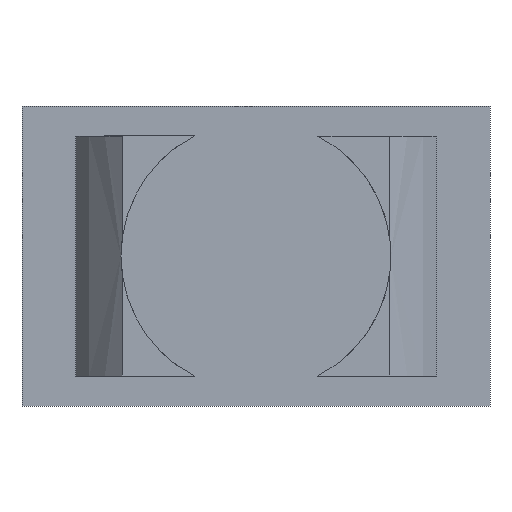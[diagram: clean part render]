
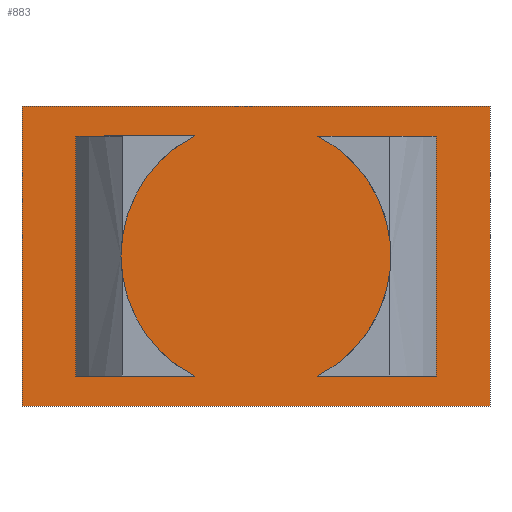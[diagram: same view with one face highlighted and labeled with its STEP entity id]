
A CAD part, front view. The second image highlights one B-rep face of the part: STEP entity #883.
In plain terms, the highlighted planar face has unit normal (0, -1, 0).
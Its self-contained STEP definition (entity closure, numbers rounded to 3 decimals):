
#81=DIRECTION('',(-1.,0.,0.));
#82=VECTOR('',#81,1.519);
#83=CARTESIAN_POINT('',(-1.031,0.,2.));
#84=LINE('',#83,#82);
#117=DIRECTION('',(0.,0.,-1.));
#118=VECTOR('',#117,4.);
#119=CARTESIAN_POINT('',(-2.55,0.,2.));
#120=LINE('',#119,#118);
#253=DIRECTION('',(-1.,0.,0.));
#254=VECTOR('',#253,7.8);
#255=CARTESIAN_POINT('',(3.9,0.,2.5));
#256=LINE('',#255,#254);
#260=DIRECTION('',(1.,0.,0.));
#261=VECTOR('',#260,7.8);
#262=CARTESIAN_POINT('',(-3.9,0.,-2.5));
#263=LINE('',#262,#261);
#267=DIRECTION('',(-1.,0.,0.));
#268=VECTOR('',#267,1.519);
#269=CARTESIAN_POINT('',(-1.031,0.,-2.));
#270=LINE('',#269,#268);
#274=CARTESIAN_POINT('',(0.,0.,0.));
#275=DIRECTION('',(0.,-1.,0.));
#276=DIRECTION('',(-1.,0.,0.));
#277=AXIS2_PLACEMENT_3D('',#274,#275,#276);
#282=CARTESIAN_POINT('',(0.,0.,0.));
#283=DIRECTION('',(0.,-1.,0.));
#284=DIRECTION('',(-0.458,0.,0.889));
#285=AXIS2_PLACEMENT_3D('',#282,#283,#284);
#290=CARTESIAN_POINT('',(0.,0.,0.));
#291=DIRECTION('',(0.,-1.,0.));
#292=DIRECTION('',(0.458,0.,-0.889));
#293=AXIS2_PLACEMENT_3D('',#290,#291,#292);
#298=DIRECTION('',(-1.,0.,0.));
#299=VECTOR('',#298,1.519);
#300=CARTESIAN_POINT('',(2.55,0.,-2.));
#301=LINE('',#300,#299);
#305=DIRECTION('',(0.,0.,1.));
#306=VECTOR('',#305,5.);
#307=CARTESIAN_POINT('',(-3.9,0.,-2.5));
#308=LINE('',#307,#306);
#333=DIRECTION('',(0.,0.,-1.));
#334=VECTOR('',#333,5.);
#335=CARTESIAN_POINT('',(3.9,0.,2.5));
#336=LINE('',#335,#334);
#375=DIRECTION('',(-1.,0.,0.));
#376=VECTOR('',#375,1.519);
#377=CARTESIAN_POINT('',(2.55,0.,2.));
#378=LINE('',#377,#376);
#584=DIRECTION('',(0.,0.,1.));
#585=VECTOR('',#584,4.);
#586=CARTESIAN_POINT('',(2.55,0.,-2.));
#587=LINE('',#586,#585);
#597=CARTESIAN_POINT('',(2.55,0.,2.));
#598=CARTESIAN_POINT('',(1.031,0.,2.));
#599=VERTEX_POINT('',#597);
#600=VERTEX_POINT('',#598);
#619=CARTESIAN_POINT('',(3.9,0.,2.5));
#620=VERTEX_POINT('',#619);
#621=CARTESIAN_POINT('',(3.9,0.,-2.5));
#622=VERTEX_POINT('',#621);
#629=CARTESIAN_POINT('',(-1.031,0.,2.));
#630=CARTESIAN_POINT('',(-2.55,0.,2.));
#631=VERTEX_POINT('',#629);
#632=VERTEX_POINT('',#630);
#643=CARTESIAN_POINT('',(2.55,0.,-2.));
#644=VERTEX_POINT('',#643);
#645=CARTESIAN_POINT('',(1.031,0.,-2.));
#646=VERTEX_POINT('',#645);
#653=CARTESIAN_POINT('',(-2.55,0.,-2.));
#654=VERTEX_POINT('',#653);
#655=CARTESIAN_POINT('',(-1.031,0.,-2.));
#656=VERTEX_POINT('',#655);
#660=CARTESIAN_POINT('',(-2.25,0.,0.));
#661=VERTEX_POINT('',#660);
#662=CARTESIAN_POINT('',(-3.9,0.,2.5));
#663=VERTEX_POINT('',#662);
#664=CARTESIAN_POINT('',(-3.9,0.,-2.5));
#665=VERTEX_POINT('',#664);
#851=CARTESIAN_POINT('',(3.9,0.,0.));
#852=DIRECTION('',(0.,-1.,0.));
#853=DIRECTION('',(-1.,0.,0.));
#854=AXIS2_PLACEMENT_3D('',#851,#852,#853);
#855=PLANE('',#854);
#857=ORIENTED_EDGE('',*,*,#856,.T.);
#859=ORIENTED_EDGE('',*,*,#858,.F.);
#861=ORIENTED_EDGE('',*,*,#860,.T.);
#863=ORIENTED_EDGE('',*,*,#862,.F.);
#864=EDGE_LOOP('',(#857,#859,#861,#863));
#865=FACE_OUTER_BOUND('',#864,.F.);
#866=ORIENTED_EDGE('',*,*,#745,.T.);
#867=ORIENTED_EDGE('',*,*,#773,.T.);
#868=ORIENTED_EDGE('',*,*,#815,.F.);
#869=ORIENTED_EDGE('',*,*,#699,.F.);
#870=ORIENTED_EDGE('',*,*,#697,.F.);
#871=EDGE_LOOP('',(#866,#867,#868,#869,#870));
#872=FACE_BOUND('',#871,.F.);
#874=ORIENTED_EDGE('',*,*,#873,.T.);
#876=ORIENTED_EDGE('',*,*,#875,.F.);
#878=ORIENTED_EDGE('',*,*,#877,.F.);
#880=ORIENTED_EDGE('',*,*,#879,.T.);
#881=EDGE_LOOP('',(#874,#876,#878,#880));
#882=FACE_BOUND('',#881,.F.);
#278=CIRCLE('',#277,2.25);
#286=CIRCLE('',#285,2.25);
#294=CIRCLE('',#293,2.25);
#697=EDGE_CURVE('',#631,#661,#286,.T.);
#699=EDGE_CURVE('',#661,#656,#278,.T.);
#745=EDGE_CURVE('',#631,#632,#84,.T.);
#773=EDGE_CURVE('',#632,#654,#120,.T.);
#815=EDGE_CURVE('',#656,#654,#270,.T.);
#856=EDGE_CURVE('',#665,#663,#308,.T.);
#858=EDGE_CURVE('',#620,#663,#256,.T.);
#860=EDGE_CURVE('',#620,#622,#336,.T.);
#862=EDGE_CURVE('',#665,#622,#263,.T.);
#873=EDGE_CURVE('',#599,#600,#378,.T.);
#875=EDGE_CURVE('',#646,#600,#294,.T.);
#877=EDGE_CURVE('',#644,#646,#301,.T.);
#879=EDGE_CURVE('',#644,#599,#587,.T.);
#883=ADVANCED_FACE('',(#865,#872,#882),#855,.T.);
